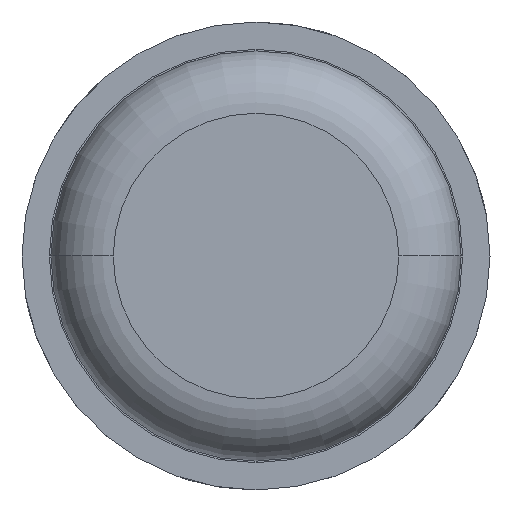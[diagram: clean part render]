
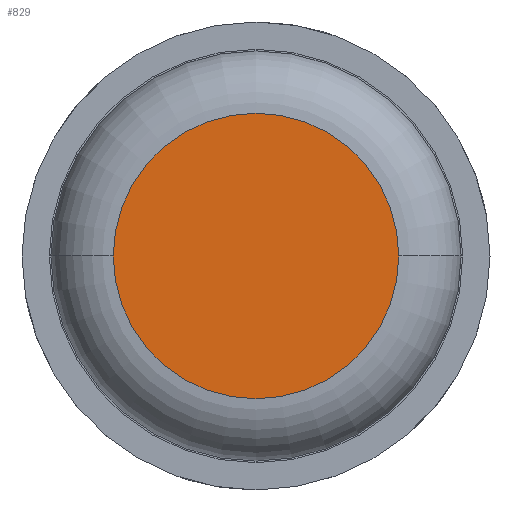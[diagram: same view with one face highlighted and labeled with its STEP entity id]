
A CAD part, front view. The second image highlights one B-rep face of the part: STEP entity #829.
In plain terms, the highlighted planar face has unit normal (0, -1, 0).
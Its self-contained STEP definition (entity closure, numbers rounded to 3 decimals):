
#197 = PLANE ( 'NONE',  #1675 ) ;
#347 = CARTESIAN_POINT ( 'NONE',  ( 0., 0., 0. ) ) ;
#573 = DIRECTION ( 'NONE',  ( -1., 0., 0. ) ) ;
#829 = ADVANCED_FACE ( 'Defeature ausgef�hrt1_6', ( #983 ), #197, .F. ) ;
#983 = FACE_OUTER_BOUND ( 'NONE', #4574, .T. ) ;
#1050 = VERTEX_POINT ( 'NONE', #4357 ) ;
#1051 = DIRECTION ( 'NONE',  ( 0., -1., 0. ) ) ;
#1065 = DIRECTION ( 'NONE',  ( -1., 0., 0. ) ) ;
#1234 = EDGE_CURVE ( 'Defeature ausgef�hrt1_6+Defeature ausgef�hrt1_7+Defeature ausgef�hrt1_7+Defeature ausgef�hrt1_7', #3087, #1050, #3013, .T. ) ;
#1306 = CARTESIAN_POINT ( 'NONE',  ( -0.915, 0., 0. ) ) ;
#1347 = DIRECTION ( 'NONE',  ( -1., 0., 0. ) ) ;
#1463 = ORIENTED_EDGE ( 'NONE', *, *, #2264, .T. ) ;
#1675 = AXIS2_PLACEMENT_3D ( 'NONE', #2093, #3118, #573 ) ;
#1960 = AXIS2_PLACEMENT_3D ( 'NONE', #347, #2846, #1065 ) ;
#2093 = CARTESIAN_POINT ( 'NONE',  ( 0., 0., 0. ) ) ;
#2194 = CARTESIAN_POINT ( 'NONE',  ( 0., 0., 0. ) ) ;
#2264 = EDGE_CURVE ( 'Defeature ausgef�hrt1_6+Defeature ausgef�hrt1_7+Defeature ausgef�hrt1_7+Defeature ausgef�hrt1_7', #1050, #3087, #3816, .T. ) ;
#2707 = AXIS2_PLACEMENT_3D ( 'NONE', #2194, #1051, #1347 ) ;
#2846 = DIRECTION ( 'NONE',  ( 0., -1., 0. ) ) ;
#3013 = CIRCLE ( 'NONE', #2707, 0.915 ) ;
#3087 = VERTEX_POINT ( 'NONE', #1306 ) ;
#3118 = DIRECTION ( 'NONE',  ( 0., 1., 0. ) ) ;
#3816 = CIRCLE ( 'NONE', #1960, 0.915 ) ;
#3876 = ORIENTED_EDGE ( 'NONE', *, *, #1234, .T. ) ;
#4357 = CARTESIAN_POINT ( 'NONE',  ( 0.915, 0., 0. ) ) ;
#4574 = EDGE_LOOP ( 'NONE', ( #3876, #1463 ) ) ;
